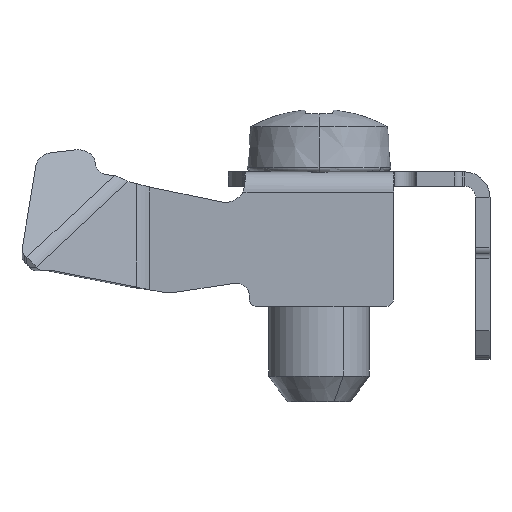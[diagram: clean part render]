
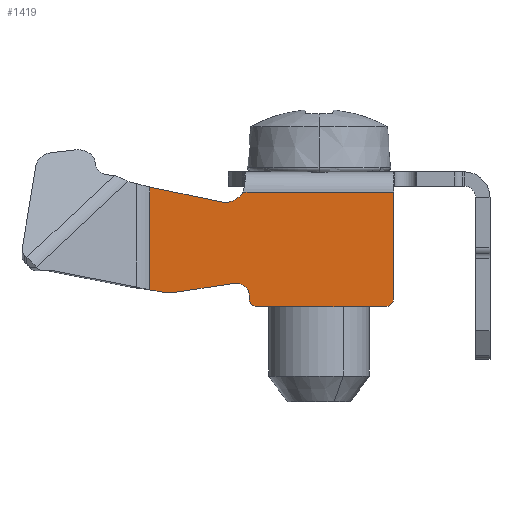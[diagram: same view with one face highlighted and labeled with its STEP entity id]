
A CAD part, front view. The second image highlights one B-rep face of the part: STEP entity #1419.
In plain terms, the highlighted planar face has unit normal (0, -1, 0).
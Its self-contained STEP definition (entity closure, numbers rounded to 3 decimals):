
#1065=AXIS2_PLACEMENT_3D('Circle Axis2P3D',#1063,#1064,$) ;
#1158=AXIS2_PLACEMENT_3D('Circle Axis2P3D',#1156,#1157,$) ;
#1220=AXIS2_PLACEMENT_3D('Circle Axis2P3D',#1218,#1219,$) ;
#1277=AXIS2_PLACEMENT_3D('Circle Axis2P3D',#1275,#1276,$) ;
#1337=AXIS2_PLACEMENT_3D('Circle Axis2P3D',#1335,#1336,$) ;
#1396=AXIS2_PLACEMENT_3D('Plane Axis2P3D',#1393,#1394,#1395) ;
#693=CARTESIAN_POINT('Vertex',(4.446,1.922,7.476)) ;
#745=CARTESIAN_POINT('Vertex',(4.446,1.922,3.894)) ;
#766=CARTESIAN_POINT('Line Origine',(4.446,1.922,5.742)) ;
#1022=CARTESIAN_POINT('Vertex',(7.393,1.922,4.121)) ;
#1025=CARTESIAN_POINT('Line Origine',(6.335,1.922,3.961)) ;
#1029=CARTESIAN_POINT('Vertex',(5.276,1.922,3.801)) ;
#1060=CARTESIAN_POINT('Vertex',(7.911,1.922,3.677)) ;
#1063=CARTESIAN_POINT('Axis2P3D Location',(7.461,1.922,3.677)) ;
#1091=CARTESIAN_POINT('Vertex',(7.911,1.922,3.503)) ;
#1094=CARTESIAN_POINT('Line Origine',(7.911,1.922,3.59)) ;
#1117=CARTESIAN_POINT('Vertex',(7.961,1.922,3.431)) ;
#1120=CARTESIAN_POINT('Line Origine',(7.936,1.922,3.467)) ;
#1153=CARTESIAN_POINT('Vertex',(8.207,1.922,3.303)) ;
#1156=CARTESIAN_POINT('Axis2P3D Location',(8.207,1.922,3.603)) ;
#1179=CARTESIAN_POINT('Vertex',(12.636,1.922,3.303)) ;
#1182=CARTESIAN_POINT('Line Origine',(10.421,1.922,3.303)) ;
#1215=CARTESIAN_POINT('Vertex',(12.936,1.922,3.603)) ;
#1218=CARTESIAN_POINT('Axis2P3D Location',(12.636,1.922,3.603)) ;
#1241=CARTESIAN_POINT('Vertex',(12.936,1.922,7.3)) ;
#1244=CARTESIAN_POINT('Line Origine',(12.936,1.922,5.452)) ;
#1272=CARTESIAN_POINT('Vertex',(6.935,1.922,6.955)) ;
#1275=CARTESIAN_POINT('Axis2P3D Location',(7.078,1.922,7.64)) ;
#1279=CARTESIAN_POINT('Vertex',(7.69,1.922,7.3)) ;
#1311=CARTESIAN_POINT('Line Origine',(5.69,1.922,7.215)) ;
#1335=CARTESIAN_POINT('Axis2P3D Location',(5.126,1.922,4.789)) ;
#1339=CARTESIAN_POINT('Vertex',(4.952,1.922,3.804)) ;
#1376=CARTESIAN_POINT('Line Origine',(4.699,1.922,3.849)) ;
#1393=CARTESIAN_POINT('Axis2P3D Location',(10.336,1.922,9.573)) ;
#1398=CARTESIAN_POINT('Line Origine',(7.478,1.922,7.3)) ;
#767=DIRECTION('Vector Direction',(0.,0.,1.)) ;
#1026=DIRECTION('Vector Direction',(-0.989,0.,-0.15)) ;
#1064=DIRECTION('Axis2P3D Direction',(0.,-1.,0.)) ;
#1095=DIRECTION('Vector Direction',(0.,0.,1.)) ;
#1121=DIRECTION('Vector Direction',(-0.574,0.,0.819)) ;
#1157=DIRECTION('Axis2P3D Direction',(0.,-1.,0.)) ;
#1183=DIRECTION('Vector Direction',(1.,0.,0.)) ;
#1219=DIRECTION('Axis2P3D Direction',(0.,-1.,0.)) ;
#1245=DIRECTION('Vector Direction',(0.,0.,-1.)) ;
#1276=DIRECTION('Axis2P3D Direction',(0.,-1.,0.)) ;
#1312=DIRECTION('Vector Direction',(-0.979,0.,0.205)) ;
#1336=DIRECTION('Axis2P3D Direction',(0.,-1.,0.)) ;
#1377=DIRECTION('Vector Direction',(0.985,0.,-0.174)) ;
#1394=DIRECTION('Axis2P3D Direction',(0.,-1.,0.)) ;
#1395=DIRECTION('Axis2P3D XDirection',(0.,0.,1.)) ;
#1399=DIRECTION('Vector Direction',(-1.,0.,0.)) ;
#768=VECTOR('Line Direction',#767,1.) ;
#1027=VECTOR('Line Direction',#1026,1.) ;
#1096=VECTOR('Line Direction',#1095,1.) ;
#1122=VECTOR('Line Direction',#1121,1.) ;
#1184=VECTOR('Line Direction',#1183,1.) ;
#1246=VECTOR('Line Direction',#1245,1.) ;
#1313=VECTOR('Line Direction',#1312,1.) ;
#1378=VECTOR('Line Direction',#1377,1.) ;
#1400=VECTOR('Line Direction',#1399,1.) ;
#1404=ORIENTED_EDGE('',*,*,#1380,.T.) ;
#1405=ORIENTED_EDGE('',*,*,#1341,.T.) ;
#1406=ORIENTED_EDGE('',*,*,#1031,.F.) ;
#1407=ORIENTED_EDGE('',*,*,#1067,.F.) ;
#1408=ORIENTED_EDGE('',*,*,#1098,.F.) ;
#1409=ORIENTED_EDGE('',*,*,#1124,.F.) ;
#1410=ORIENTED_EDGE('',*,*,#1160,.T.) ;
#1411=ORIENTED_EDGE('',*,*,#1186,.T.) ;
#1412=ORIENTED_EDGE('',*,*,#1222,.T.) ;
#1413=ORIENTED_EDGE('',*,*,#1248,.F.) ;
#1414=ORIENTED_EDGE('',*,*,#1402,.F.) ;
#1415=ORIENTED_EDGE('',*,*,#1281,.F.) ;
#1416=ORIENTED_EDGE('',*,*,#1315,.T.) ;
#1417=ORIENTED_EDGE('',*,*,#770,.F.) ;
#1419=ADVANCED_FACE('1517719-4-0.1\\78118_MTP_FMC_5-2_SC',(#1418),#1397,.T.) ;
#1066=CIRCLE('generated circle',#1065,0.45) ;
#1159=CIRCLE('generated circle',#1158,0.3) ;
#1221=CIRCLE('generated circle',#1220,0.3) ;
#1278=CIRCLE('generated circle',#1277,0.7) ;
#1338=CIRCLE('generated circle',#1337,1.) ;
#770=EDGE_CURVE('',#746,#694,#769,.T.) ;
#1031=EDGE_CURVE('',#1023,#1030,#1028,.T.) ;
#1067=EDGE_CURVE('',#1061,#1023,#1066,.T.) ;
#1098=EDGE_CURVE('',#1092,#1061,#1097,.T.) ;
#1124=EDGE_CURVE('',#1118,#1092,#1123,.T.) ;
#1160=EDGE_CURVE('',#1118,#1154,#1159,.T.) ;
#1186=EDGE_CURVE('',#1154,#1180,#1185,.T.) ;
#1222=EDGE_CURVE('',#1180,#1216,#1221,.T.) ;
#1248=EDGE_CURVE('',#1242,#1216,#1247,.T.) ;
#1281=EDGE_CURVE('',#1273,#1280,#1278,.T.) ;
#1315=EDGE_CURVE('',#1273,#694,#1314,.T.) ;
#1341=EDGE_CURVE('',#1340,#1030,#1338,.T.) ;
#1380=EDGE_CURVE('',#746,#1340,#1379,.T.) ;
#1402=EDGE_CURVE('',#1280,#1242,#1401,.F.) ;
#1403=EDGE_LOOP('',(#1404,#1405,#1406,#1407,#1408,#1409,#1410,#1411,#1412,#1413,#1414,#1415,#1416,#1417)) ;
#1418=FACE_OUTER_BOUND('',#1403,.T.) ;
#769=LINE('Line',#766,#768) ;
#1028=LINE('Line',#1025,#1027) ;
#1097=LINE('Line',#1094,#1096) ;
#1123=LINE('Line',#1120,#1122) ;
#1185=LINE('Line',#1182,#1184) ;
#1247=LINE('Line',#1244,#1246) ;
#1314=LINE('Line',#1311,#1313) ;
#1379=LINE('Line',#1376,#1378) ;
#1401=LINE('Line',#1398,#1400) ;
#1397=PLANE('',#1396) ;
#694=VERTEX_POINT('',#693) ;
#746=VERTEX_POINT('',#745) ;
#1023=VERTEX_POINT('',#1022) ;
#1030=VERTEX_POINT('',#1029) ;
#1061=VERTEX_POINT('',#1060) ;
#1092=VERTEX_POINT('',#1091) ;
#1118=VERTEX_POINT('',#1117) ;
#1154=VERTEX_POINT('',#1153) ;
#1180=VERTEX_POINT('',#1179) ;
#1216=VERTEX_POINT('',#1215) ;
#1242=VERTEX_POINT('',#1241) ;
#1273=VERTEX_POINT('',#1272) ;
#1280=VERTEX_POINT('',#1279) ;
#1340=VERTEX_POINT('',#1339) ;
